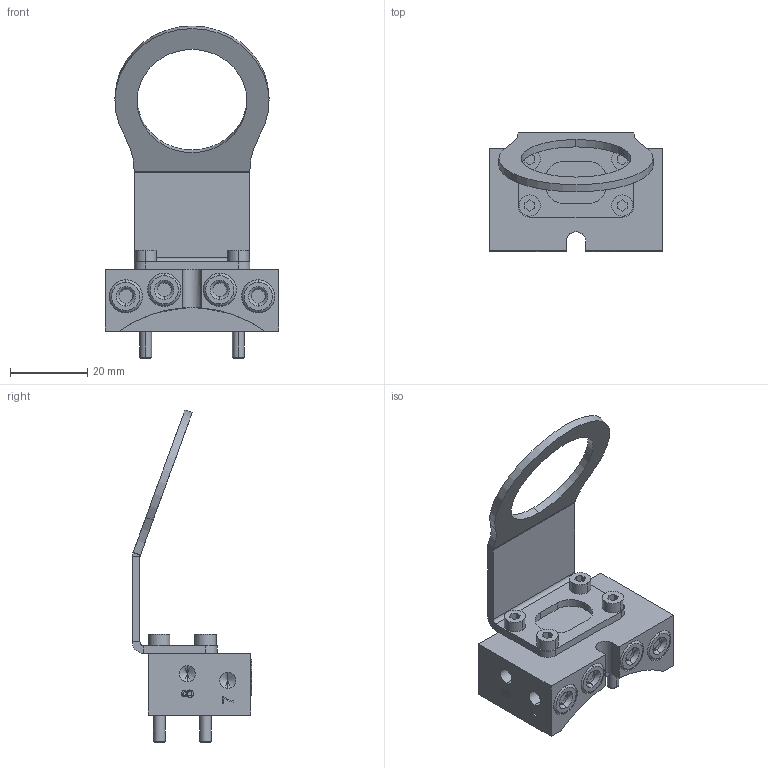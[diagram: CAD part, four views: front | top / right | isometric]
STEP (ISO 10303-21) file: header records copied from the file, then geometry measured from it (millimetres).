
FILE_DESCRIPTION (( 'STEP AP203' ), '1' );
FILE_NAME ('P1115.STEP', '2018-11-28T16:09:59', ( '' ), ( '' ), 'SwSTEP 2.0', 'SolidWorks 2017', '' );
FILE_SCHEMA (( 'CONFIG_CONTROL_DESIGN' ));
Length unit declared in the file: millimetre
Products named in the file (1): P1115
Bounding box: 45 x 31 x 86.19 mm (x, y, z)
Volume: 20901.1 mm3; surface area: 12709.4 mm2
Topology: 10 solids, 10 shells, 232 faces, 532 edges, 332 vertices
Faces by surface type: plane 92, cylinder 73, torus 32, bspline 19, cone 16
Entity records: 7706 total; most frequent: CARTESIAN_POINT 2317, DIRECTION 1139, ORIENTED_EDGE 1048, EDGE_CURVE 524, AXIS2_PLACEMENT_3D 440, VERTEX_POINT 332, EDGE_LOOP 280, VECTOR 259
